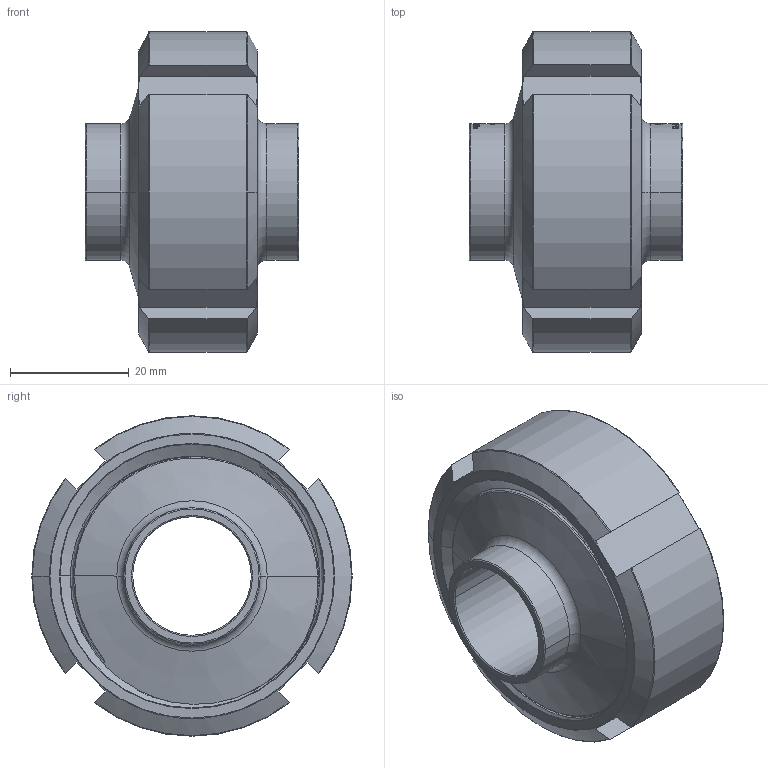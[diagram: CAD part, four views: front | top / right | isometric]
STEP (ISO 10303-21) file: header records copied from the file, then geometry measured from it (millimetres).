
FILE_DESCRIPTION (( 'STEP AP214' ), '1' );
FILE_NAME ('GL-212-020-x Verschraubung DIN11851 heco.STEP', '2017-08-28T06:38:17', ( '' ), ( '' ), 'SwSTEP 2.0', 'SolidWorks 2016', '' );
FILE_SCHEMA (( 'AUTOMOTIVE_DESIGN' ));
Length unit declared in the file: millimetre
Products named in the file (1): GL-212-020-x Verschraubung DIN11851 heco
Bounding box: 36 x 54 x 54 mm (x, y, z)
Volume: 36943.1 mm3; surface area: 22758.8 mm2
Topology: 4 solids, 4 shells, 695 faces, 1797 edges, 1175 vertices
Faces by surface type: bspline 292, plane 220, cylinder 84, torus 74, cone 25
Entity records: 52433 total; most frequent: CARTESIAN_POINT 30170, ORIENTED_EDGE 3594, DIRECTION 2024, EDGE_CURVE 1797, VERTEX_POINT 1175, B_SPLINE_CURVE_WITH_KNOTS 902, EDGE_LOOP 768, AXIS2_PLACEMENT_3D 755
